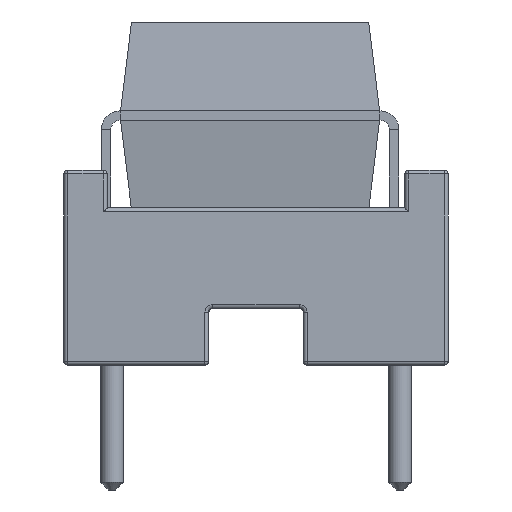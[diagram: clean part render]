
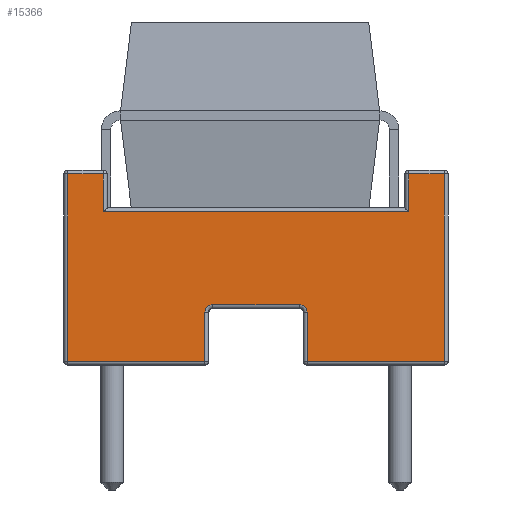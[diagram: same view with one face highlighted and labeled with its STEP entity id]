
A CAD part, front view. The second image highlights one B-rep face of the part: STEP entity #15366.
In plain terms, the highlighted face is planar.
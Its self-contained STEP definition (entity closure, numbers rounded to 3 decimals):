
#90=PLANE('',#16578);
#1017=FACE_OUTER_BOUND('',#1935,.T.);
#1935=EDGE_LOOP('',(#11091,#11092,#11093,#11094,#11095,#11096,#11097,#11098,
#11099,#11100,#11101,#11102,#11103,#11104));
#2883=LINE('',#22764,#4705);
#2885=LINE('',#22767,#4707);
#2887=LINE('',#22770,#4709);
#2888=LINE('',#22772,#4710);
#2891=LINE('',#22776,#4713);
#2893=LINE('',#22779,#4715);
#2895=LINE('',#22784,#4717);
#2897=LINE('',#22791,#4719);
#2899=LINE('',#22796,#4721);
#2901=LINE('',#22799,#4723);
#2902=LINE('',#22801,#4724);
#2904=LINE('',#22804,#4726);
#4705=VECTOR('',#18403,1000.);
#4707=VECTOR('',#18407,1000.);
#4709=VECTOR('',#18411,1000.);
#4710=VECTOR('',#18414,1000.);
#4713=VECTOR('',#18419,1000.);
#4715=VECTOR('',#18423,1000.);
#4717=VECTOR('',#18429,1000.);
#4719=VECTOR('',#18437,1000.);
#4721=VECTOR('',#18443,1000.);
#4723=VECTOR('',#18447,1000.);
#4724=VECTOR('',#18450,1000.);
#4726=VECTOR('',#18454,1000.);
#6574=CIRCLE('',#16568,0.2);
#6575=CIRCLE('',#16570,0.2);
#7020=VERTEX_POINT('',#22725);
#7021=VERTEX_POINT('',#22729);
#7022=VERTEX_POINT('',#22733);
#7023=VERTEX_POINT('',#22737);
#7024=VERTEX_POINT('',#22741);
#7025=VERTEX_POINT('',#22745);
#7026=VERTEX_POINT('',#22749);
#7027=VERTEX_POINT('',#22753);
#7029=VERTEX_POINT('',#22758);
#7031=VERTEX_POINT('',#22762);
#7032=VERTEX_POINT('',#22781);
#7033=VERTEX_POINT('',#22786);
#7034=VERTEX_POINT('',#22789);
#7035=VERTEX_POINT('',#22794);
#8491=EDGE_CURVE('',#7031,#7029,#2883,.T.);
#8493=EDGE_CURVE('',#7029,#7020,#2885,.T.);
#8495=EDGE_CURVE('',#7027,#7031,#2887,.T.);
#8496=EDGE_CURVE('',#7026,#7027,#2888,.T.);
#8499=EDGE_CURVE('',#7025,#7026,#2891,.T.);
#8501=EDGE_CURVE('',#7024,#7025,#2893,.T.);
#8504=EDGE_CURVE('',#7023,#7032,#2895,.T.);
#8508=EDGE_CURVE('',#7034,#7033,#2897,.T.);
#8511=EDGE_CURVE('',#7035,#7024,#2899,.T.);
#8513=EDGE_CURVE('',#7022,#7023,#2901,.T.);
#8514=EDGE_CURVE('',#7021,#7022,#2902,.T.);
#8516=EDGE_CURVE('',#7020,#7021,#2904,.T.);
#8518=EDGE_CURVE('',#7033,#7035,#6574,.T.);
#8519=EDGE_CURVE('',#7032,#7034,#6575,.T.);
#11091=ORIENTED_EDGE('',*,*,#8511,.F.);
#11092=ORIENTED_EDGE('',*,*,#8518,.F.);
#11093=ORIENTED_EDGE('',*,*,#8508,.F.);
#11094=ORIENTED_EDGE('',*,*,#8519,.F.);
#11095=ORIENTED_EDGE('',*,*,#8504,.F.);
#11096=ORIENTED_EDGE('',*,*,#8513,.F.);
#11097=ORIENTED_EDGE('',*,*,#8514,.F.);
#11098=ORIENTED_EDGE('',*,*,#8516,.F.);
#11099=ORIENTED_EDGE('',*,*,#8493,.F.);
#11100=ORIENTED_EDGE('',*,*,#8491,.F.);
#11101=ORIENTED_EDGE('',*,*,#8495,.F.);
#11102=ORIENTED_EDGE('',*,*,#8496,.F.);
#11103=ORIENTED_EDGE('',*,*,#8499,.F.);
#11104=ORIENTED_EDGE('',*,*,#8501,.F.);
#15366=ADVANCED_FACE('',(#1017),#90,.T.);
#16568=AXIS2_PLACEMENT_3D('',#22807,#18458,#18459);
#16570=AXIS2_PLACEMENT_3D('',#22809,#18462,#18463);
#16578=AXIS2_PLACEMENT_3D('',#23135,#18648,#18649);
#18403=DIRECTION('',(0.,1.,0.));
#18407=DIRECTION('',(0.,0.,1.));
#18411=DIRECTION('',(0.,0.,-1.));
#18414=DIRECTION('',(0.,1.,0.));
#18419=DIRECTION('',(0.,0.,1.));
#18423=DIRECTION('',(0.,-1.,0.));
#18429=DIRECTION('',(0.,0.,1.));
#18437=DIRECTION('',(0.,-1.,0.));
#18443=DIRECTION('',(0.,0.,-1.));
#18447=DIRECTION('',(0.,-1.,0.));
#18450=DIRECTION('',(0.,0.,-1.));
#18454=DIRECTION('',(0.,1.,0.));
#18458=DIRECTION('center_axis',(1.,0.,0.));
#18459=DIRECTION('ref_axis',(0.,-0.707,0.707));
#18462=DIRECTION('center_axis',(1.,0.,0.));
#18463=DIRECTION('ref_axis',(0.,0.707,0.707));
#18648=DIRECTION('center_axis',(1.,0.,0.));
#18649=DIRECTION('ref_axis',(0.,0.,
1.));
#22725=CARTESIAN_POINT('',(55.255,-9.107,-37.201));
#22729=CARTESIAN_POINT('',(55.255,-8.162,-37.201));
#22733=CARTESIAN_POINT('',(55.255,-8.162,-42.161));
#22737=CARTESIAN_POINT('',(55.255,-11.792,-42.161));
#22741=CARTESIAN_POINT('',(55.255,-14.492,-42.161));
#22745=CARTESIAN_POINT('',(55.255,-18.122,-42.161));
#22749=CARTESIAN_POINT('',(55.255,-18.122,-37.201));
#22753=CARTESIAN_POINT('',(55.255,-17.177,-37.201));
#22758=CARTESIAN_POINT('',(55.255,-9.107,-38.201));
#22762=CARTESIAN_POINT('',(55.255,-17.177,-38.201));
#22764=CARTESIAN_POINT('',(55.255,-14.412,-38.201));
#22767=CARTESIAN_POINT('',(55.255,-9.107,-38.391));
#22770=CARTESIAN_POINT('',(55.255,-17.177,-38.391));
#22772=CARTESIAN_POINT('',(55.255,-14.412,-37.201));
#22776=CARTESIAN_POINT('',(55.255,-18.122,-38.391));
#22779=CARTESIAN_POINT('',(55.255,-16.952,-42.161));
#22781=CARTESIAN_POINT('',(55.255,-11.792,-40.861));
#22784=CARTESIAN_POINT('',(55.255,-11.792,-40.971));
#22786=CARTESIAN_POINT('',(55.255,-14.292,-40.661));
#22789=CARTESIAN_POINT('',(55.255,-11.992,-40.661));
#22791=CARTESIAN_POINT('',(55.255,-14.412,-40.661));
#22794=CARTESIAN_POINT('',(55.255,-14.492,-40.861));
#22796=CARTESIAN_POINT('',(55.255,-14.492,-40.971));
#22799=CARTESIAN_POINT('',(55.255,-16.952,-42.161));
#22801=CARTESIAN_POINT('',(55.255,-8.162,-38.391));
#22804=CARTESIAN_POINT('',(55.255,-14.412,-37.201));
#22807=CARTESIAN_POINT('Origin',(55.255,-14.292,-40.861));
#22809=CARTESIAN_POINT('Origin',(55.255,-11.992,-40.861));
#23135=CARTESIAN_POINT('Origin',(55.255,-15.682,-39.681));
